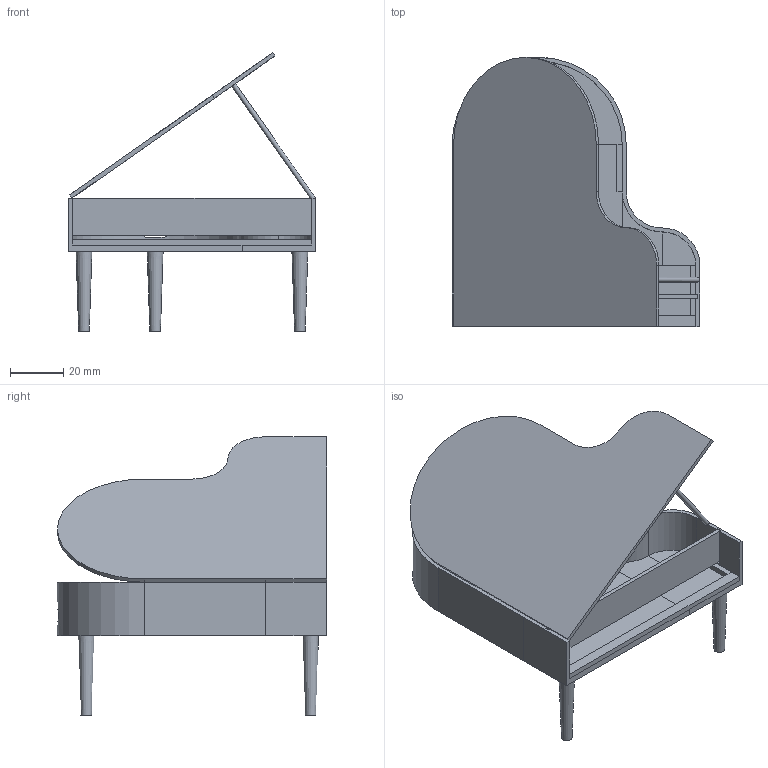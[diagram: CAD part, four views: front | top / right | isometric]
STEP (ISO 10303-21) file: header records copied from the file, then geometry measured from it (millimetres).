
FILE_DESCRIPTION(('FreeCAD Model'),'2;1');
FILE_NAME( 'pp_cutouts_20211024.step', '2021-10-24T23:14:38',('Author'),(''), 'Open CASCADE STEP processor 7.3','FreeCAD','Unknown');
FILE_SCHEMA(('AUTOMOTIVE_DESIGN { 1 0 10303 214 1 1 1 1 }'));
Length unit declared in the file: millimetre
Products named in the file (7): Basis_Cutted; Ständer; Platte_Vorne; Abdeckung; Bein_1; Bein_2; Bein_3
Bounding box: 93.5 x 101.5 x 105.02 mm (x, y, z)
Volume: 40435.5 mm3; surface area: 44386.7 mm2
Topology: 7 solids, 7 shells, 106 faces, 246 edges, 156 vertices
Faces by surface type: plane 86, cylinder 17, cone 3
Full cylindrical faces by diameter (mm): 1.8 x1, 4 x2, 5 x1
Entity records: 7170 total; most frequent: CARTESIAN_POINT 1542, DIRECTION 850, LINE 522, VECTOR 522, ORIENTED_EDGE 492, PCURVE 492, DEFINITIONAL_REPRESENTATION 492, EDGE_CURVE 246
